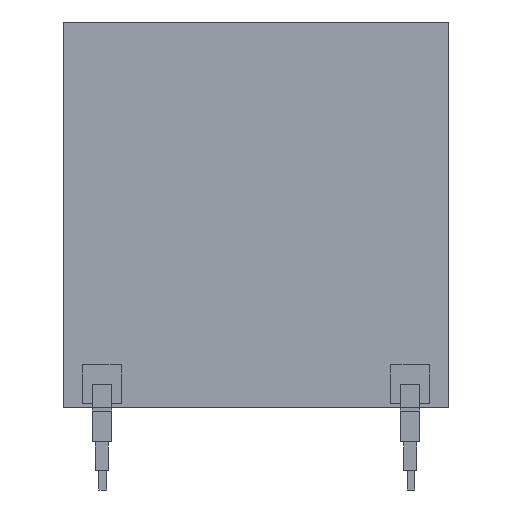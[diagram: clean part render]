
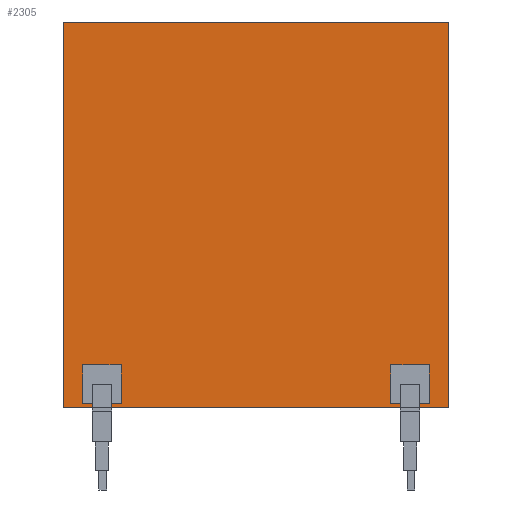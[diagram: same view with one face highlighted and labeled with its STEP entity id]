
A CAD part, front view. The second image highlights one B-rep face of the part: STEP entity #2305.
In plain terms, the highlighted planar face has unit normal (0, -1, 0).
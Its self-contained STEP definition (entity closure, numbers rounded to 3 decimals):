
#1891=CARTESIAN_POINT('',(-8.89,-0.127,5.074));
#1892=VERTEX_POINT('',#1891);
#1901=CARTESIAN_POINT('',(-11.43,-0.127,5.074));
#1902=VERTEX_POINT('',#1901);
#1903=CARTESIAN_POINT('',(-11.43,-0.127,5.074));
#1904=DIRECTION('',(1.0,0.0,0.0));
#1905=VECTOR('',#1904,2.54);
#1906=LINE('',#1903,#1905);
#1907=EDGE_CURVE('',#1902,#1892,#1906,.T.);
#1962=CARTESIAN_POINT('',(-8.89,-0.127,2.534));
#1963=VERTEX_POINT('',#1962);
#1971=CARTESIAN_POINT('',(-11.43,-0.127,2.534));
#1972=VERTEX_POINT('',#1971);
#1979=CARTESIAN_POINT('',(-8.89,-0.127,2.534));
#1980=DIRECTION('',(-1.0,0.0,0.0));
#1981=VECTOR('',#1980,2.54);
#1982=LINE('',#1979,#1981);
#1983=EDGE_CURVE('',#1963,#1972,#1982,.T.);
#1993=CARTESIAN_POINT('',(-8.89,-0.127,5.074));
#1994=DIRECTION('',(0.0,0.0,-1.0));
#1995=VECTOR('',#1994,2.54);
#1996=LINE('',#1993,#1995);
#1997=EDGE_CURVE('',#1892,#1963,#1996,.T.);
#2013=CARTESIAN_POINT('',(-11.43,-0.127,2.534));
#2014=DIRECTION('',(0.0,0.0,1.0));
#2015=VECTOR('',#2014,2.54);
#2016=LINE('',#2013,#2015);
#2017=EDGE_CURVE('',#1972,#1902,#2016,.T.);
#2027=CARTESIAN_POINT('',(11.43,-0.127,5.074));
#2028=VERTEX_POINT('',#2027);
#2037=CARTESIAN_POINT('',(8.89,-0.127,5.074));
#2038=VERTEX_POINT('',#2037);
#2039=CARTESIAN_POINT('',(8.89,-0.127,5.074));
#2040=DIRECTION('',(1.0,0.0,0.0));
#2041=VECTOR('',#2040,2.54);
#2042=LINE('',#2039,#2041);
#2043=EDGE_CURVE('',#2038,#2028,#2042,.T.);
#2098=CARTESIAN_POINT('',(11.43,-0.127,2.534));
#2099=VERTEX_POINT('',#2098);
#2107=CARTESIAN_POINT('',(8.89,-0.127,2.534));
#2108=VERTEX_POINT('',#2107);
#2115=CARTESIAN_POINT('',(11.43,-0.127,2.534));
#2116=DIRECTION('',(-1.0,0.0,0.0));
#2117=VECTOR('',#2116,2.54);
#2118=LINE('',#2115,#2117);
#2119=EDGE_CURVE('',#2099,#2108,#2118,.T.);
#2129=CARTESIAN_POINT('',(11.43,-0.127,5.074));
#2130=DIRECTION('',(0.0,0.0,-1.0));
#2131=VECTOR('',#2130,2.54);
#2132=LINE('',#2129,#2131);
#2133=EDGE_CURVE('',#2028,#2099,#2132,.T.);
#2149=CARTESIAN_POINT('',(8.89,-0.127,2.534));
#2150=DIRECTION('',(0.0,0.0,1.0));
#2151=VECTOR('',#2150,2.54);
#2152=LINE('',#2149,#2151);
#2153=EDGE_CURVE('',#2108,#2038,#2152,.T.);
#2173=CARTESIAN_POINT('',(-12.7,-0.127,2.28));
#2174=VERTEX_POINT('',#2173);
#2181=CARTESIAN_POINT('',(-12.7,-0.127,27.68));
#2182=VERTEX_POINT('',#2181);
#2183=CARTESIAN_POINT('',(-12.7,-0.127,2.28));
#2184=DIRECTION('',(0.0,0.0,1.0));
#2185=VECTOR('',#2184,25.4);
#2186=LINE('',#2183,#2185);
#2187=EDGE_CURVE('',#2174,#2182,#2186,.T.);
#2211=CARTESIAN_POINT('',(12.7,-0.127,2.28));
#2212=VERTEX_POINT('',#2211);
#2219=CARTESIAN_POINT('',(12.7,-0.127,2.28));
#2220=DIRECTION('',(-1.0,0.0,0.0));
#2221=VECTOR('',#2220,25.4);
#2222=LINE('',#2219,#2221);
#2223=EDGE_CURVE('',#2212,#2174,#2222,.T.);
#2242=CARTESIAN_POINT('',(12.7,-0.127,27.68));
#2243=VERTEX_POINT('',#2242);
#2250=CARTESIAN_POINT('',(12.7,-0.127,27.68));
#2251=DIRECTION('',(0.0,0.0,-1.0));
#2252=VECTOR('',#2251,25.4);
#2253=LINE('',#2250,#2252);
#2254=EDGE_CURVE('',#2243,#2212,#2253,.T.);
#2272=CARTESIAN_POINT('',(-12.7,-0.127,27.68));
#2273=DIRECTION('',(1.0,0.0,0.0));
#2274=VECTOR('',#2273,25.4);
#2275=LINE('',#2272,#2274);
#2276=EDGE_CURVE('',#2182,#2243,#2275,.T.);
#2282=CARTESIAN_POINT('',(0.,-0.127,14.98));
#2283=DIRECTION('',(0.0,1.0,0.0));
#2284=DIRECTION('',(0.0,0.0,1.0));
#2285=AXIS2_PLACEMENT_3D('',#2282,#2283,#2284);
#2286=PLANE('',#2285);
#2287=ORIENTED_EDGE('',*,*,#2276,.F.);
#2288=ORIENTED_EDGE('',*,*,#2187,.F.);
#2289=ORIENTED_EDGE('',*,*,#2223,.F.);
#2290=ORIENTED_EDGE('',*,*,#2254,.F.);
#2291=EDGE_LOOP('',(#2287,#2288,#2289,#2290));
#2292=FACE_OUTER_BOUND('',#2291,.T.);
#2293=ORIENTED_EDGE('',*,*,#1983,.T.);
#2294=ORIENTED_EDGE('',*,*,#2017,.T.);
#2295=ORIENTED_EDGE('',*,*,#1907,.T.);
#2296=ORIENTED_EDGE('',*,*,#1997,.T.);
#2297=EDGE_LOOP('',(#2293,#2294,#2295,#2296));
#2298=FACE_BOUND('',#2297,.T.);
#2299=ORIENTED_EDGE('',*,*,#2119,.T.);
#2300=ORIENTED_EDGE('',*,*,#2153,.T.);
#2301=ORIENTED_EDGE('',*,*,#2043,.T.);
#2302=ORIENTED_EDGE('',*,*,#2133,.T.);
#2303=EDGE_LOOP('',(#2299,#2300,#2301,#2302));
#2304=FACE_BOUND('',#2303,.T.);
#2305=ADVANCED_FACE('',(#2292,#2298,#2304),#2286,.F.);
